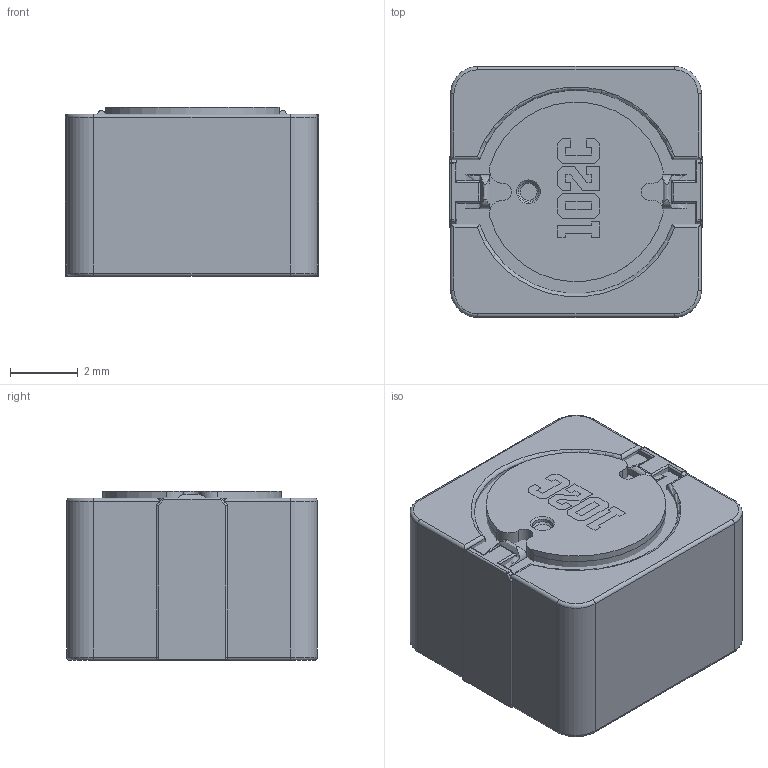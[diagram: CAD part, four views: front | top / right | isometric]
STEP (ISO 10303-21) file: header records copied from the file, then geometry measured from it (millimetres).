
FILE_DESCRIPTION(('FreeCAD Model'),'2;1');
FILE_NAME('Open CASCADE Shape Model','2022-04-29T12:13:39',('Author'),( ''),'Open CASCADE STEP processor 7.5','FreeCAD','Unknown');
FILE_SCHEMA(('AUTOMOTIVE_DESIGN { 1 0 10303 214 1 1 1 1 }'));
Length unit declared in the file: millimetre
Products named in the file (10): INDUCTOR_73x73; Body; Fill; Pin; Pins; Copper; Pin001; Pins001; Copper001; Text
Assembly tree (9 placements, depth 3):
  INDUCTOR_73x73
    Body
    Fill
    Pin
      Pins
      Copper
    Pin001
      Pins001
      Copper001
    Text
Bounding box: 7.47 x 7.4 x 5 mm (x, y, z)
Surface area: 525.1 mm2
Topology: 7 solids, 7 shells, 259 faces, 648 edges, 400 vertices
Faces by surface type: plane 114, cylinder 79, extrusion 44, torus 10, sphere 6, bspline 4, cone 2
Full cylindrical faces by diameter (mm): 0.6 x1, 3.6 x1, 7.3 x1
Entity records: 21202 total; most frequent: CARTESIAN_POINT 8560, DIRECTION 2131, VECTOR 1434, LINE 1390, ORIENTED_EDGE 1276, PCURVE 1276, DEFINITIONAL_REPRESENTATION 1276, EDGE_CURVE 638
